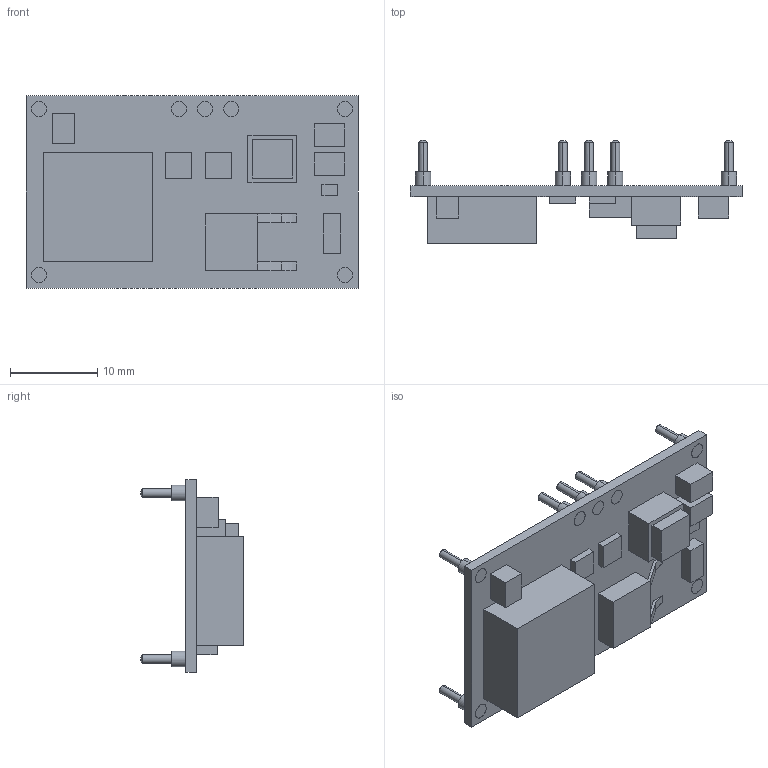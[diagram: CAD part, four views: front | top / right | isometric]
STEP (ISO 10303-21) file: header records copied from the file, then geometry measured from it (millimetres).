
FILE_DESCRIPTION (( 'STEP AP214' ), '1' );
FILE_NAME ('User Library-PTN78020-1.STEP', '2020-11-25T13:38:43', ( '' ), ( '' ), 'SwSTEP 2.0', 'SolidWorks 2020', '' );
FILE_SCHEMA (( 'AUTOMOTIVE_DESIGN' ));
Length unit declared in the file: millimetre
Products named in the file (1): User Library-PTN78020-1
Bounding box: 38 x 11.8 x 22 mm (x, y, z)
Volume: 2218 mm3; surface area: 2539.3 mm2
Topology: 1 solids, 1 shells, 132 faces, 298 edges, 198 vertices
Faces by surface type: plane 81, cylinder 44, bspline 7
Entity records: 6427 total; most frequent: CARTESIAN_POINT 1931, DIRECTION 610, ORIENTED_EDGE 596, EDGE_CURVE 298, VECTOR 210, LINE 210, AXIS2_PLACEMENT_3D 200, VERTEX_POINT 198
